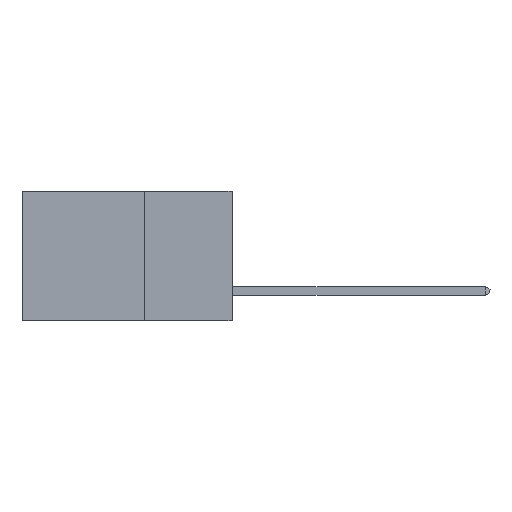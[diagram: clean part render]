
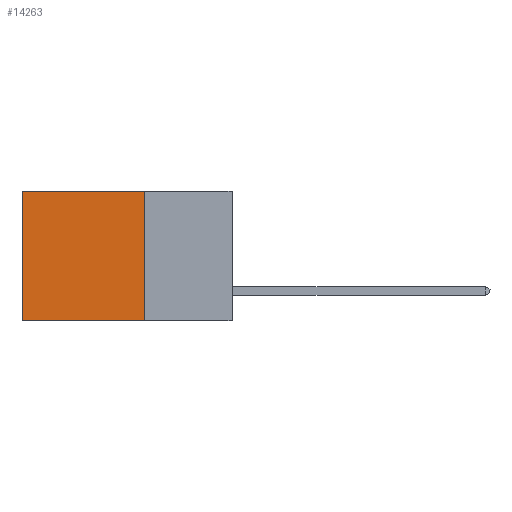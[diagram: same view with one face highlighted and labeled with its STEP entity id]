
A CAD part, left-side view. The second image highlights one B-rep face of the part: STEP entity #14263.
In plain terms, the highlighted planar face has unit normal (-1, 0, 0).
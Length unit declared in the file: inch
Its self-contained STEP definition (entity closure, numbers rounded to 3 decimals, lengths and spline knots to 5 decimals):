
#663 = CARTESIAN_POINT ( 'NONE',  ( 0.2875, 0.25, -0.37 ) ) ;
#773 = VERTEX_POINT ( 'NONE', #12207 ) ;
#869 = DIRECTION ( 'NONE',  ( 0., 1., 0. ) ) ;
#970 = VERTEX_POINT ( 'NONE', #7365 ) ;
#1272 = ORIENTED_EDGE ( 'NONE', *, *, #10750, .T. ) ;
#2048 = LINE ( 'NONE', #14937, #7718 ) ;
#2667 = PLANE ( 'NONE',  #7218 ) ;
#2951 = VECTOR ( 'NONE', #5032, 39.37008 ) ;
#3498 = CARTESIAN_POINT ( 'NONE',  ( 0.2875, 0.25, 0. ) ) ;
#4143 = CARTESIAN_POINT ( 'NONE',  ( 0.2875, 0.25, 0. ) ) ;
#4358 = VECTOR ( 'NONE', #12074, 39.37008 ) ;
#4709 = ORIENTED_EDGE ( 'NONE', *, *, #10015, .T. ) ;
#4923 = VECTOR ( 'NONE', #869, 39.37008 ) ;
#5032 = DIRECTION ( 'NONE',  ( 0., 1., 0. ) ) ;
#5649 = VERTEX_POINT ( 'NONE', #4143 ) ;
#6139 = DIRECTION ( 'NONE',  ( 1., 0., 0. ) ) ;
#6320 = CARTESIAN_POINT ( 'NONE',  ( 0.2875, 0.25, 0. ) ) ;
#6345 = EDGE_LOOP ( 'NONE', ( #4709, #13274, #13095, #1272 ) ) ;
#7218 = AXIS2_PLACEMENT_3D ( 'NONE', #14696, #6139, #7350 ) ;
#7350 = DIRECTION ( 'NONE',  ( 0., 0., -1. ) ) ;
#7365 = CARTESIAN_POINT ( 'NONE',  ( 0.2875, 0.6, 0. ) ) ;
#7576 = LINE ( 'NONE', #3498, #4358 ) ;
#7718 = VECTOR ( 'NONE', #9911, 39.37008 ) ;
#8443 = EDGE_CURVE ( 'NONE', #5649, #13688, #7576, .T. ) ;
#8878 = EDGE_CURVE ( 'NONE', #13688, #773, #10779, .T. ) ;
#9911 = DIRECTION ( 'NONE',  ( 0., 0., -1. ) ) ;
#10015 = EDGE_CURVE ( 'NONE', #970, #773, #2048, .T. ) ;
#10219 = CARTESIAN_POINT ( 'NONE',  ( 0.2875, 0.25, -0.37 ) ) ;
#10750 = EDGE_CURVE ( 'NONE', #5649, #970, #12598, .T. ) ;
#10779 = LINE ( 'NONE', #663, #4923 ) ;
#12074 = DIRECTION ( 'NONE',  ( 0., 0., -1. ) ) ;
#12207 = CARTESIAN_POINT ( 'NONE',  ( 0.2875, 0.6, -0.37 ) ) ;
#12598 = LINE ( 'NONE', #6320, #2951 ) ;
#13095 = ORIENTED_EDGE ( 'NONE', *, *, #8443, .F. ) ;
#13274 = ORIENTED_EDGE ( 'NONE', *, *, #8878, .F. ) ;
#13688 = VERTEX_POINT ( 'NONE', #10219 ) ;
#14263 = ADVANCED_FACE ( 'NONE', ( #15446 ), #2667, .F. ) ;
#14696 = CARTESIAN_POINT ( 'NONE',  ( 0.2875, 0.25, 0. ) ) ;
#14937 = CARTESIAN_POINT ( 'NONE',  ( 0.2875, 0.6, 0. ) ) ;
#15446 = FACE_OUTER_BOUND ( 'NONE', #6345, .T. ) ;
